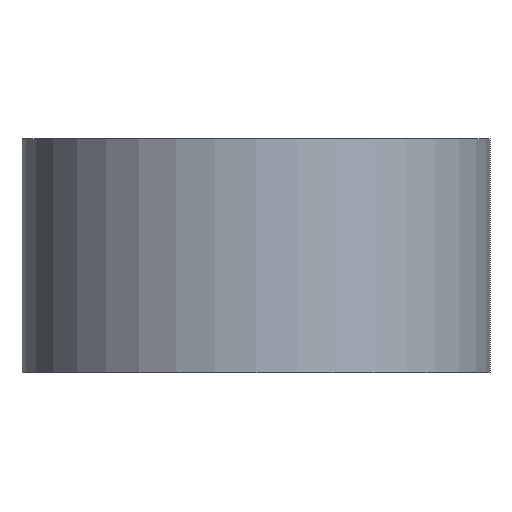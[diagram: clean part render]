
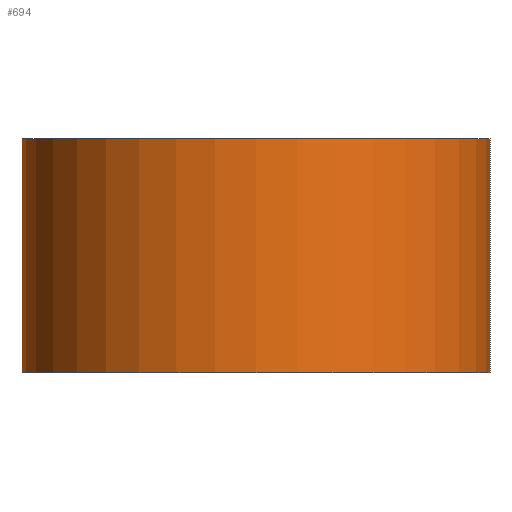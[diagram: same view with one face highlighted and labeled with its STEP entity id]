
A CAD part, front view. The second image highlights one B-rep face of the part: STEP entity #694.
In plain terms, the highlighted cylindrical face has radius 3 mm (diameter 6 mm), a full revolution.
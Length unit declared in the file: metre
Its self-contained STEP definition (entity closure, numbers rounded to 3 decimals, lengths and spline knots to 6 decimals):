
#14=CYLINDRICAL_SURFACE('',#912,0.003);
#220=ORIENTED_EDGE('',*,*,#370,.F.);
#221=ORIENTED_EDGE('',*,*,#371,.T.);
#370=EDGE_CURVE('',#444,#444,#516,.T.);
#371=EDGE_CURVE('',#445,#445,#517,.T.);
#444=VERTEX_POINT('',#1459);
#445=VERTEX_POINT('',#1461);
#516=CIRCLE('',#913,0.003);
#517=CIRCLE('',#914,0.003);
#556=EDGE_LOOP('',(#220));
#557=EDGE_LOOP('',(#221));
#608=FACE_BOUND('',#556,.T.);
#609=FACE_BOUND('',#557,.T.);
#694=ADVANCED_FACE('',(#608,#609),#14,.T.);
#912=AXIS2_PLACEMENT_3D('',#1457,#1126,#1127);
#913=AXIS2_PLACEMENT_3D('',#1458,#1128,#1129);
#914=AXIS2_PLACEMENT_3D('',#1460,#1130,#1131);
#1126=DIRECTION('',(0.,0.,-1.));
#1127=DIRECTION('',(-1.,0.,0.));
#1128=DIRECTION('',(0.,0.,1.));
#1129=DIRECTION('',(1.,0.,0.));
#1130=DIRECTION('',(0.,0.,1.));
#1131=DIRECTION('',(1.,0.,0.));
#1457=CARTESIAN_POINT('',(0.,0.,0.0015));
#1458=CARTESIAN_POINT('',(0.,0.,0.0015));
#1459=CARTESIAN_POINT('',(0.003,0.,0.0015));
#1460=CARTESIAN_POINT('',(0.,0.,-0.0015));
#1461=CARTESIAN_POINT('',(0.003,0.,-0.0015));
